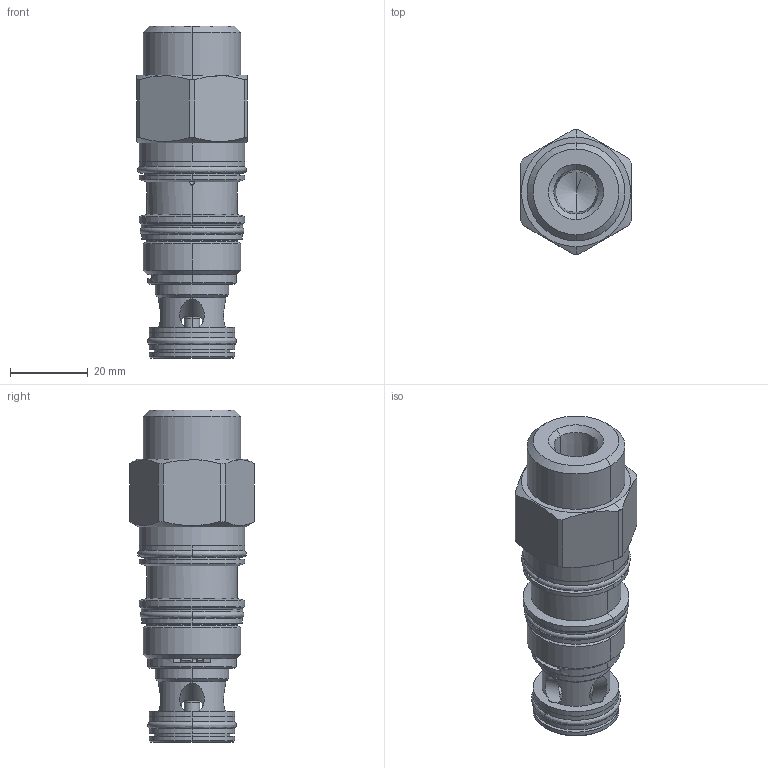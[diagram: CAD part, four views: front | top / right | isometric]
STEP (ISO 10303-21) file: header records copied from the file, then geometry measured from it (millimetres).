
FILE_DESCRIPTION((''),'2;1');
FILE_NAME('CKEI-VCN_PRT','2015-07-07T',('Administrator'),(''),'PRO/ENGINEER BY PARAMETRIC TECHNOLOGY CORPORATION, 2006240','PRO/ENGINEER BY PARAMETRIC TECHNOLOGY CORPORATION, 2006240','');
FILE_SCHEMA(('CONFIG_CONTROL_DESIGN'));
Length unit declared in the file: inch
Products named in the file (1): CKEI-VCN_PRT
Bounding box: 28.57 x 32.21 x 85.65 mm (x, y, z)
Volume: 35837.4 mm3; surface area: 15686 mm2
Topology: 6 solids, 6 shells, 245 faces, 581 edges, 348 vertices
Faces by surface type: cylinder 96, cone 60, plane 42, torus 35, revolution 12
Entity records: 8292 total; most frequent: CARTESIAN_POINT 2584, DIRECTION 1248, ORIENTED_EDGE 1150, EDGE_CURVE 575, AXIS2_PLACEMENT_3D 538, VERTEX_POINT 348, CIRCLE 305, EDGE_LOOP 271
